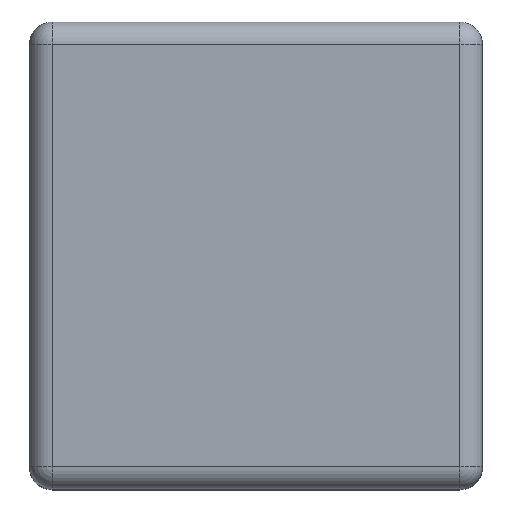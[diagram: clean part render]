
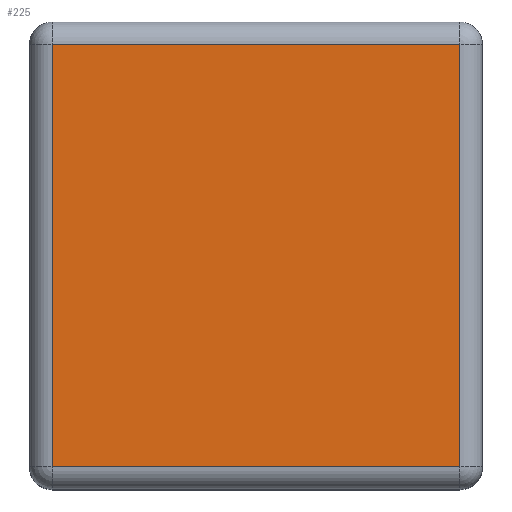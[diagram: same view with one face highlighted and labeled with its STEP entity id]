
A CAD part, top view. The second image highlights one B-rep face of the part: STEP entity #225.
In plain terms, the highlighted planar face has unit normal (0, 0, 1).
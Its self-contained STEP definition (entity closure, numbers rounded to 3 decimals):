
#13=DIRECTION('',(0.,0.,1.));
#34=VECTOR('',#35,1.);
#35=DIRECTION('',(0.,1.,0.));
#46=DIRECTION('',(1.,0.,0.));
#78=VERTEX_POINT('',#79);
#79=CARTESIAN_POINT('',(-2.88,-2.98,5.8));
#84=EDGE_CURVE('',#78,#85,#87,.T.);
#85=VERTEX_POINT('',#86);
#86=CARTESIAN_POINT('',(-2.88,2.98,5.8));
#87=LINE('',#79,#34);
#104=VECTOR('',#46,1.);
#217=VECTOR('',#218,1.);
#218=DIRECTION('',(-1.,-0.,-0.));
#225=ADVANCED_FACE('',(#226),#244,.T.);
#226=FACE_BOUND('',#227,.T.);
#227=EDGE_LOOP('',(#228,#229,#234,#241));
#228=ORIENTED_EDGE('',*,*,#84,.F.);
#229=ORIENTED_EDGE('',*,*,#230,.F.);
#230=EDGE_CURVE('',#231,#78,#233,.T.);
#231=VERTEX_POINT('',#232);
#232=CARTESIAN_POINT('',(2.88,-2.98,5.8));
#233=LINE('',#232,#217);
#234=ORIENTED_EDGE('',*,*,#235,.F.);
#235=EDGE_CURVE('',#236,#231,#238,.T.);
#236=VERTEX_POINT('',#237);
#237=CARTESIAN_POINT('',(2.88,2.98,5.8));
#238=LINE('',#237,#239);
#239=VECTOR('',#240,1.);
#240=DIRECTION('',(-0.,-1.,-0.));
#241=ORIENTED_EDGE('',*,*,#242,.F.);
#242=EDGE_CURVE('',#85,#236,#243,.T.);
#243=LINE('',#86,#104);
#244=PLANE('',#245);
#245=AXIS2_PLACEMENT_3D('',#246,#13,#46);
#246=CARTESIAN_POINT('',(-3.2,-3.3,5.8));
